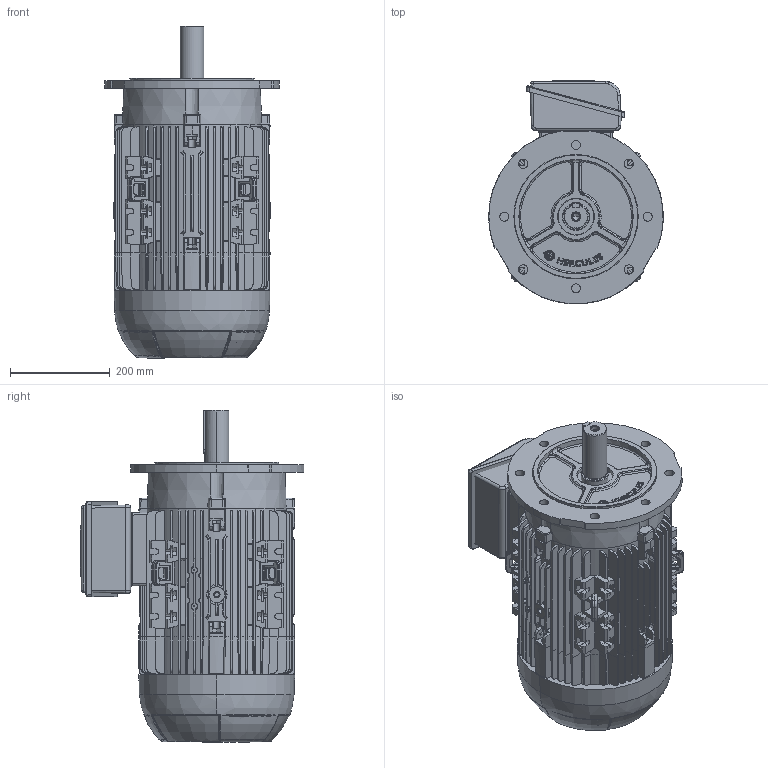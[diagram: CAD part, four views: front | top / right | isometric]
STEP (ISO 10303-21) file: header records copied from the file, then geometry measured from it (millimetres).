
FILE_DESCRIPTION (( 'STEP AP203' ), '1' );
FILE_NAME ('180L_SP_FF_TOP.STEP', '2022-07-18T02:11:53', ( '' ), ( '' ), 'SwSTEP 2.0', 'SolidWorks 2020', '' );
FILE_SCHEMA (( 'CONFIG_CONTROL_DESIGN' ));
Length unit declared in the file: millimetre
Products named in the file (8): 180L_SP_FF_TOP; 105032 DIN6885 AB - ABNT C_10.5032.050; 105030278_casca; 105035275_casca_50.5307.119; 105006202_casca_USINADO; 105006204-205_casca_50.5307.125 (L); Eixo IEC180 - 4P_50.5342.008 (L); 105006203_casca_Usinado
Assembly tree (7 placements, depth 2):
  180L_SP_FF_TOP
    Eixo IEC180 - 4P_50.5342.008 (L)
    105030278_casca
    105032 DIN6885 AB - ABNT C_10.5032.050
    105035275_casca_50.5307.119
    105006204-205_casca_50.5307.125 (L)
    105006203_casca_Usinado
    105006202_casca_USINADO
Bounding box: 351.02 x 449.47 x 667 mm (x, y, z)
Volume: 41517000.3 mm3; surface area: 1800415.5 mm2
Topology: 7 solids, 10 shells, 4041 faces, 10455 edges, 6469 vertices
Faces by surface type: plane 1536, cylinder 1290, bspline 529, cone 271, torus 266, sphere 149
Entity records: 145608 total; most frequent: CARTESIAN_POINT 53828, ORIENTED_EDGE 20702, DIRECTION 17208, EDGE_CURVE 10351, VERTEX_POINT 6425, AXIS2_PLACEMENT_3D 6048, LINE 5112, VECTOR 5112
